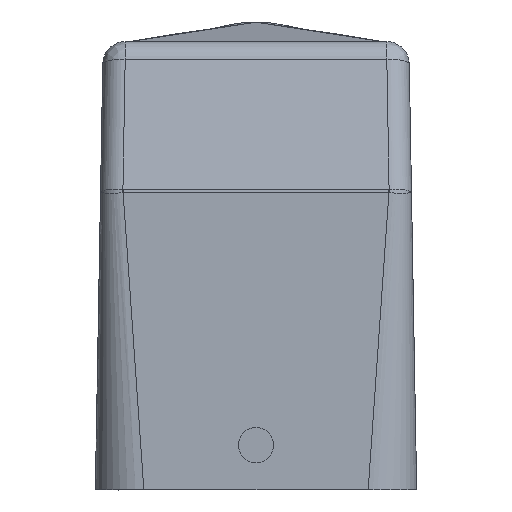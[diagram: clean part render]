
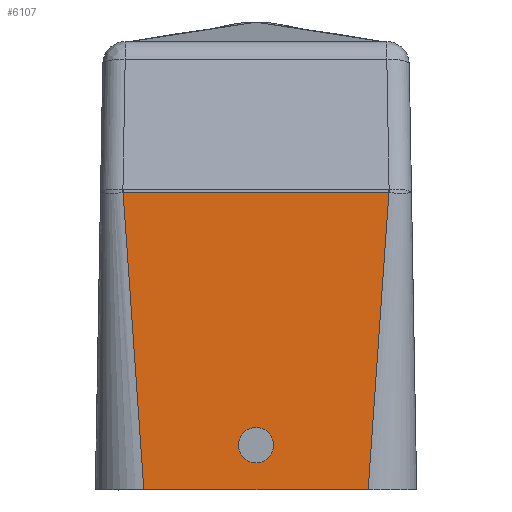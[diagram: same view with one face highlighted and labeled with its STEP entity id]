
A CAD part, left-side view. The second image highlights one B-rep face of the part: STEP entity #6107.
In plain terms, the highlighted planar face has unit normal (-1, 0, 0.018).
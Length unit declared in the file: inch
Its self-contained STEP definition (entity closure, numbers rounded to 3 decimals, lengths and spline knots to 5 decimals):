
#270 = CARTESIAN_POINT ( 'NONE',  ( -2.33488, 0.7002, 1.56521 ) ) ;
#483 = DIRECTION ( 'NONE',  ( 0.017, 0., 1. ) ) ;
#624 = VERTEX_POINT ( 'NONE', #2201 ) ;
#836 = VECTOR ( 'NONE', #9762, 39.37008 ) ;
#991 = CARTESIAN_POINT ( 'NONE',  ( -2.33488, -0.7002, 1.56521 ) ) ;
#1077 = CARTESIAN_POINT ( 'NONE',  ( -2.3597, 0., 0.1437 ) ) ;
#1100 = EDGE_CURVE ( 'NONE', #10192, #6824, #8977, .T. ) ;
#1163 = LINE ( 'NONE', #7910, #8654 ) ;
#1215 = FACE_OUTER_BOUND ( 'NONE', #4970, .T. ) ;
#1308 = DIRECTION ( 'NONE',  ( -1., 0., 0.017 ) ) ;
#1408 = CARTESIAN_POINT ( 'NONE',  ( -2.34848, 0.64586, 0.78652 ) ) ;
#1409 =( BOUNDED_CURVE ( )  B_SPLINE_CURVE ( 3, ( #2165, #9949, #3904, #9121 ),
 .UNSPECIFIED., .F., .T. ) 
 B_SPLINE_CURVE_WITH_KNOTS ( ( 4, 4 ),
 ( 3.14159, 6.28319 ),
 .UNSPECIFIED. ) 
 CURVE ( )  GEOMETRIC_REPRESENTATION_ITEM ( )  RATIONAL_B_SPLINE_CURVE ( ( 1., 0.333, 0.333, 1. ) ) 
 REPRESENTATION_ITEM ( '' )  );
#2043 = CARTESIAN_POINT ( 'NONE',  ( -2.3597, 0., 0.1437 ) ) ;
#2165 = CARTESIAN_POINT ( 'NONE',  ( -2.3597, 0., 0.1437 ) ) ;
#2201 = CARTESIAN_POINT ( 'NONE',  ( -2.35647, 0., 0.32874 ) ) ;
#2449 = ORIENTED_EDGE ( 'NONE', *, *, #1100, .T. ) ;
#2465 = AXIS2_PLACEMENT_3D ( 'NONE', #8062, #1308, #483 ) ;
#2538 = CARTESIAN_POINT ( 'NONE',  ( -2.33488, 0., 1.56521 ) ) ;
#2675 = CARTESIAN_POINT ( 'NONE',  ( -2.3622, 0.59098, 0. ) ) ;
#2681 = CARTESIAN_POINT ( 'NONE',  ( -2.3622, -0.59098, 0. ) ) ;
#2892 = ORIENTED_EDGE ( 'NONE', *, *, #10227, .F. ) ;
#2939 = PLANE ( 'NONE',  #2465 ) ;
#3526 = EDGE_CURVE ( 'NONE', #10599, #624, #1409, .T. ) ;
#3779 = ORIENTED_EDGE ( 'NONE', *, *, #6315, .T. ) ;
#3904 = CARTESIAN_POINT ( 'NONE',  ( -2.35647, 0.18504, 0.32874 ) ) ;
#4110 = DIRECTION ( 'NONE',  ( 0., 1., 0. ) ) ;
#4221 = ORIENTED_EDGE ( 'NONE', *, *, #8427, .T. ) ;
#4401 = VECTOR ( 'NONE', #4110, 39.37008 ) ;
#4602 = VERTEX_POINT ( 'NONE', #10035 ) ;
#4970 = EDGE_LOOP ( 'NONE', ( #2892, #8430, #4221, #2449 ) ) ;
#5000 = EDGE_LOOP ( 'NONE', ( #5226, #3779 ) ) ;
#5226 = ORIENTED_EDGE ( 'NONE', *, *, #3526, .T. ) ;
#5305 = DIRECTION ( 'NONE',  ( 0., 1., 0. ) ) ;
#5483 = CARTESIAN_POINT ( 'NONE',  ( -2.3597, -0.18504, 0.1437 ) ) ;
#5571 =( BOUNDED_CURVE ( )  B_SPLINE_CURVE ( 3, ( #9685, #8036, #5483, #1077 ),
 .UNSPECIFIED., .F., .F. ) 
 B_SPLINE_CURVE_WITH_KNOTS ( ( 4, 4 ),
 ( 0., 3.14159 ),
 .UNSPECIFIED. ) 
 CURVE ( )  GEOMETRIC_REPRESENTATION_ITEM ( )  RATIONAL_B_SPLINE_CURVE ( ( 1., 0.333, 0.333, 1. ) ) 
 REPRESENTATION_ITEM ( '' )  );
#5807 = DIRECTION ( 'NONE',  ( -0.017, -0.07, -0.997 ) ) ;
#6107 = ADVANCED_FACE ( 'NONE', ( #1215, #10550 ), #2939, .T. ) ;
#6315 = EDGE_CURVE ( 'NONE', #624, #10599, #5571, .T. ) ;
#6824 = VERTEX_POINT ( 'NONE', #2675 ) ;
#7685 = LINE ( 'NONE', #2681, #836 ) ;
#7910 = CARTESIAN_POINT ( 'NONE',  ( -2.3622, 0., 0. ) ) ;
#8036 = CARTESIAN_POINT ( 'NONE',  ( -2.35647, -0.18504, 0.32874 ) ) ;
#8062 = CARTESIAN_POINT ( 'NONE',  ( -2.3622, 0., 0. ) ) ;
#8427 = EDGE_CURVE ( 'NONE', #9146, #10192, #8547, .T. ) ;
#8430 = ORIENTED_EDGE ( 'NONE', *, *, #9192, .T. ) ;
#8547 = LINE ( 'NONE', #2538, #4401 ) ;
#8654 = VECTOR ( 'NONE', #5305, 39.37008 ) ;
#8977 = LINE ( 'NONE', #1408, #9400 ) ;
#9121 = CARTESIAN_POINT ( 'NONE',  ( -2.35647, 0., 0.32874 ) ) ;
#9146 = VERTEX_POINT ( 'NONE', #991 ) ;
#9192 = EDGE_CURVE ( 'NONE', #4602, #9146, #7685, .T. ) ;
#9400 = VECTOR ( 'NONE', #5807, 39.37008 ) ;
#9685 = CARTESIAN_POINT ( 'NONE',  ( -2.35647, 0., 0.32874 ) ) ;
#9762 = DIRECTION ( 'NONE',  ( 0.017, -0.07, 0.997 ) ) ;
#9949 = CARTESIAN_POINT ( 'NONE',  ( -2.3597, 0.18504, 0.1437 ) ) ;
#10035 = CARTESIAN_POINT ( 'NONE',  ( -2.3622, -0.59098, 0. ) ) ;
#10192 = VERTEX_POINT ( 'NONE', #270 ) ;
#10227 = EDGE_CURVE ( 'NONE', #4602, #6824, #1163, .T. ) ;
#10550 = FACE_BOUND ( 'NONE', #5000, .T. ) ;
#10599 = VERTEX_POINT ( 'NONE', #2043 ) ;
